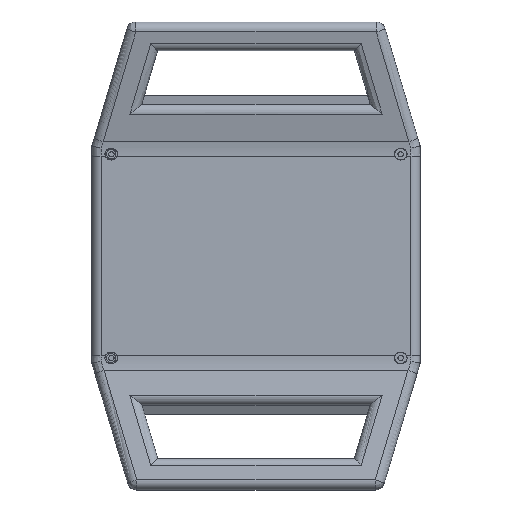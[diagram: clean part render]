
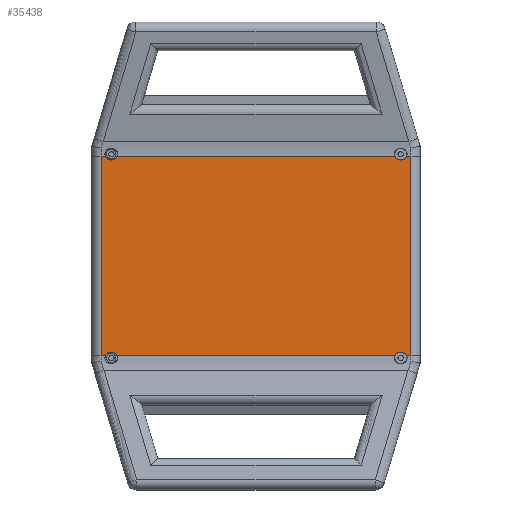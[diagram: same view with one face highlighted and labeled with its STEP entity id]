
A CAD part, top view. The second image highlights one B-rep face of the part: STEP entity #35438.
In plain terms, the highlighted planar face has unit normal (0, 0, 1).
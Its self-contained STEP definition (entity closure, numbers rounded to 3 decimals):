
#508=ELLIPSE('',#37467,3.821,3.5);
#509=ELLIPSE('',#37469,3.821,3.5);
#510=ELLIPSE('',#37470,3.821,3.5);
#511=ELLIPSE('',#37471,3.821,3.5);
#754=PLANE('',#37468);
#2451=FACE_OUTER_BOUND('',#4432,.T.);
#4432=EDGE_LOOP('',(#24936,#24937,#24938,#24939,#24940,#24941,#24942,#24943,
#24944,#24945,#24946,#24947));
#6647=LINE('',#50679,#11300);
#6648=LINE('',#50681,#11301);
#6649=LINE('',#50683,#11302);
#6650=LINE('',#50687,#11303);
#6651=LINE('',#50691,#11304);
#6652=LINE('',#50693,#11305);
#6653=LINE('',#50695,#11306);
#6654=LINE('',#50698,#11307);
#11300=VECTOR('',#39901,10.918);
#11301=VECTOR('',#39902,10.);
#11302=VECTOR('',#39903,10.918);
#11303=VECTOR('',#39906,10.918);
#11304=VECTOR('',#39909,10.918);
#11305=VECTOR('',#39910,10.);
#11306=VECTOR('',#39911,10.918);
#11307=VECTOR('',#39914,10.918);
#16219=VERTEX_POINT('',#50647);
#16220=VERTEX_POINT('',#50667);
#16221=VERTEX_POINT('',#50678);
#16222=VERTEX_POINT('',#50680);
#16223=VERTEX_POINT('',#50682);
#16224=VERTEX_POINT('',#50684);
#16225=VERTEX_POINT('',#50686);
#16226=VERTEX_POINT('',#50688);
#16227=VERTEX_POINT('',#50690);
#16228=VERTEX_POINT('',#50692);
#16229=VERTEX_POINT('',#50694);
#16230=VERTEX_POINT('',#50696);
#19657=EDGE_CURVE('',#16219,#16220,#508,.T.);
#19660=EDGE_CURVE('',#16221,#16219,#6647,.T.);
#19661=EDGE_CURVE('',#16222,#16221,#6648,.T.);
#19662=EDGE_CURVE('',#16223,#16222,#6649,.T.);
#19663=EDGE_CURVE('',#16224,#16223,#509,.T.);
#19664=EDGE_CURVE('',#16225,#16224,#6650,.T.);
#19665=EDGE_CURVE('',#16225,#16226,#510,.T.);
#19666=EDGE_CURVE('',#16227,#16226,#6651,.T.);
#19667=EDGE_CURVE('',#16228,#16227,#6652,.T.);
#19668=EDGE_CURVE('',#16229,#16228,#6653,.T.);
#19669=EDGE_CURVE('',#16230,#16229,#511,.T.);
#19670=EDGE_CURVE('',#16220,#16230,#6654,.T.);
#24936=ORIENTED_EDGE('',*,*,#19657,.F.);
#24937=ORIENTED_EDGE('',*,*,#19660,.F.);
#24938=ORIENTED_EDGE('',*,*,#19661,.F.);
#24939=ORIENTED_EDGE('',*,*,#19662,.F.);
#24940=ORIENTED_EDGE('',*,*,#19663,.F.);
#24941=ORIENTED_EDGE('',*,*,#19664,.F.);
#24942=ORIENTED_EDGE('',*,*,#19665,.T.);
#24943=ORIENTED_EDGE('',*,*,#19666,.F.);
#24944=ORIENTED_EDGE('',*,*,#19667,.F.);
#24945=ORIENTED_EDGE('',*,*,#19668,.F.);
#24946=ORIENTED_EDGE('',*,*,#19669,.F.);
#24947=ORIENTED_EDGE('',*,*,#19670,.F.);
#35438=ADVANCED_FACE('',(#2451),#754,.F.);
#37467=AXIS2_PLACEMENT_3D('',#50668,#39897,#39898);
#37468=AXIS2_PLACEMENT_3D('',#50677,#39899,#39900);
#37469=AXIS2_PLACEMENT_3D('',#50685,#39904,#39905);
#37470=AXIS2_PLACEMENT_3D('',#50689,#39907,#39908);
#37471=AXIS2_PLACEMENT_3D('',#50697,#39912,#39913);
#39897=DIRECTION('center_axis',(0.,0.,1.));
#39898=DIRECTION('ref_axis',(1.,0.,0.));
#39899=DIRECTION('center_axis',(0.,0.,-1.));
#39900=DIRECTION('ref_axis',(-1.,0.,0.));
#39901=DIRECTION('',(-1.,0.,0.));
#39902=DIRECTION('',(0.,-1.,0.));
#39903=DIRECTION('',(1.,0.,0.));
#39904=DIRECTION('center_axis',(0.,0.,1.));
#39905=DIRECTION('ref_axis',(1.,0.,0.));
#39906=DIRECTION('',(1.,0.,0.));
#39907=DIRECTION('center_axis',(0.,0.,-1.));
#39908=DIRECTION('ref_axis',(-1.,0.,0.));
#39909=DIRECTION('',(1.,0.,0.));
#39910=DIRECTION('',(0.,1.,0.));
#39911=DIRECTION('',(-1.,0.,0.));
#39912=DIRECTION('center_axis',(0.,0.,1.));
#39913=DIRECTION('ref_axis',(-1.,0.,0.));
#39914=DIRECTION('',(-1.,0.,0.));
#50647=CARTESIAN_POINT('',(98.059,-60.585,165.));
#50667=CARTESIAN_POINT('',(90.851,-60.585,165.));
#50668=CARTESIAN_POINT('Origin',(94.455,-61.748,165.));
#50677=CARTESIAN_POINT('Origin',(-90.043,63.252,165.));
#50678=CARTESIAN_POINT('',(100.54,-60.585,165.));
#50679=CARTESIAN_POINT('',(-90.043,-60.585,165.));
#50680=CARTESIAN_POINT('',(100.54,58.837,165.));
#50681=CARTESIAN_POINT('',(100.54,-11.23,165.));
#50682=CARTESIAN_POINT('',(98.059,58.837,165.));
#50683=CARTESIAN_POINT('',(-90.043,58.837,165.));
#50684=CARTESIAN_POINT('',(90.851,58.837,165.));
#50685=CARTESIAN_POINT('Origin',(94.455,60.,165.));
#50686=CARTESIAN_POINT('',(-74.896,58.837,165.));
#50687=CARTESIAN_POINT('',(-90.043,58.837,165.));
#50688=CARTESIAN_POINT('',(-82.104,58.837,165.));
#50689=CARTESIAN_POINT('Origin',(-78.5,60.,165.));
#50690=CARTESIAN_POINT('',(-84.584,58.837,165.));
#50691=CARTESIAN_POINT('',(-90.043,58.837,165.));
#50692=CARTESIAN_POINT('',(-84.584,-60.585,165.));
#50693=CARTESIAN_POINT('',(-84.584,73.607,165.));
#50694=CARTESIAN_POINT('',(-82.104,-60.585,165.));
#50695=CARTESIAN_POINT('',(-90.043,-60.585,165.));
#50696=CARTESIAN_POINT('',(-74.896,-60.585,165.));
#50697=CARTESIAN_POINT('Origin',(-78.5,-61.748,165.));
#50698=CARTESIAN_POINT('',(-90.043,-60.585,165.));
